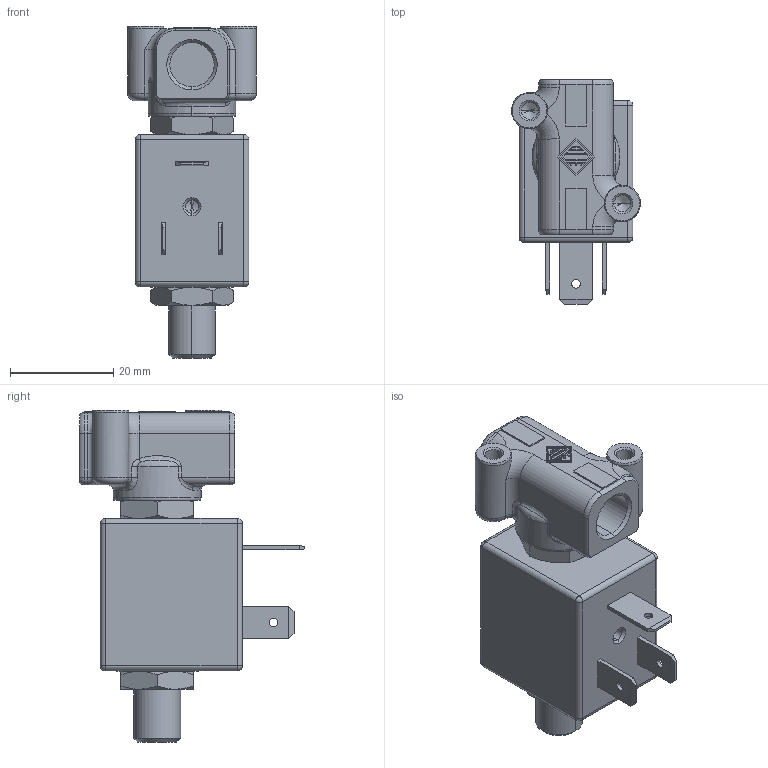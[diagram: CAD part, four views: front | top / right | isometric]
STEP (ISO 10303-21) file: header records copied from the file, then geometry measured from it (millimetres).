
FILE_DESCRIPTION((''),'2;1');
FILE_NAME('31JN1X0V12_INGOMBRO_ASM','2009-07-06T',('romeri'),('O.D.E.'),'PRO/ENGINEER BY PARAMETRIC TECHNOLOGY CORPORATION, 2005450','PRO/ENGINEER BY PARAMETRIC TECHNOLOGY CORPORATION, 2005450','');
FILE_SCHEMA(('CONFIG_CONTROL_DESIGN'));
Length unit declared in the file: millimetre
Products named in the file (6): 450INJ_12_INGOMBRO; 452144_INGOMBRO; BOBINA_5_W_INGOMBRO; 452571; 450146; 31JN1X0V12_INGOMBRO_ASM
Assembly tree (5 placements, depth 2):
  31JN1X0V12_INGOMBRO_ASM
    450INJ_12_INGOMBRO
    452144_INGOMBRO
    BOBINA_5_W_INGOMBRO
    452571
    450146
Bounding box: 24.96 x 43.5 x 64.27 mm (x, y, z)
Volume: 22728.1 mm3; surface area: 13944.9 mm2
Topology: 5 solids, 12 shells, 379 faces, 878 edges, 534 vertices
Faces by surface type: plane 176, cylinder 96, cone 57, torus 28, sphere 12, bspline 10
Entity records: 14723 total; most frequent: CARTESIAN_POINT 2859, DIRECTION 1860, ORIENTED_EDGE 1748, EDGE_CURVE 874, PRESENTATION_STYLE_ASSIGNMENT 852, STYLED_ITEM 814, CURVE_STYLE 776, AXIS2_PLACEMENT_3D 688
